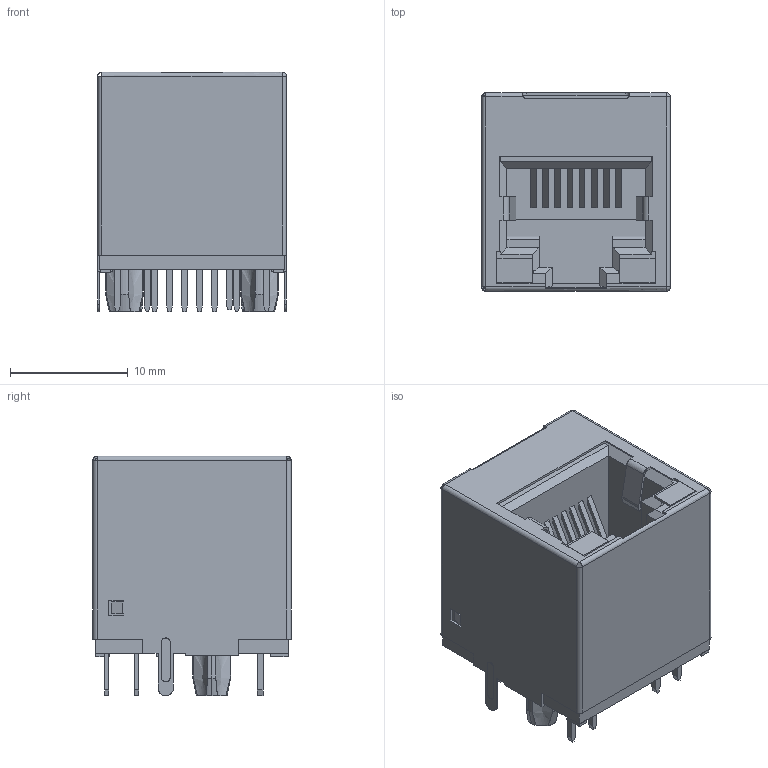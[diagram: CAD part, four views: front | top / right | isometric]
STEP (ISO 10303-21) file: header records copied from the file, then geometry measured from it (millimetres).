
FILE_DESCRIPTION(('CATIA V5R22 STEP214','CAx-IF Rec.Pracs.--- Model Styling and Organization---1.4--- 2014-01-23'),'2;1');
FILE_NAME ('119133-2_1_2461070000_2461070000.stp','2023-03-01T11:55:41+00:00',('none'),('Weidmueller'),'CATIA Version 5-6 Release 2016 SP3 HF44','CATIA V5 STEP AP214','none');
FILE_SCHEMA(('AUTOMOTIVE_DESIGN { 1 0 10303 214 1 1 1 1 }'));
Length unit declared in the file: millimetre
Products named in the file (1): 2461070000
Bounding box: 16.1 x 16.8 x 20.3 mm (x, y, z)
Surface area: 2438.4 mm2 (no closed solid volume)
Topology: 0 solids, 356 shells, 361 faces, 2201 edges, 2194 vertices
Faces by surface type: plane 288, revolution 73
Entity records: 22924 total; most frequent: CARTESIAN_POINT 6712, DIRECTION 2508, ORIENTED_EDGE 2204, EDGE_CURVE 2199, VERTEX_POINT 2194, VECTOR 1712, LINE 1712, AXIS2_PLACEMENT_3D 436
